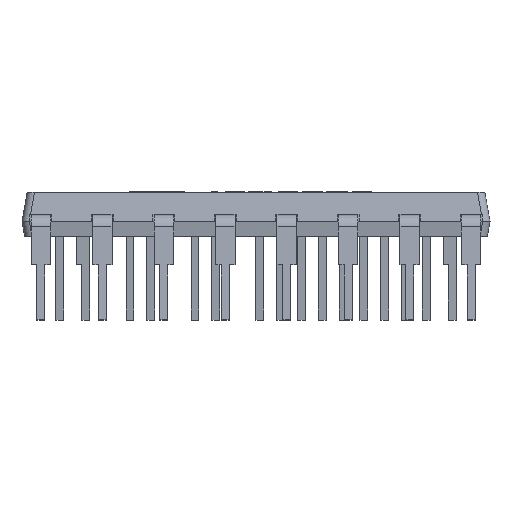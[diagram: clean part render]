
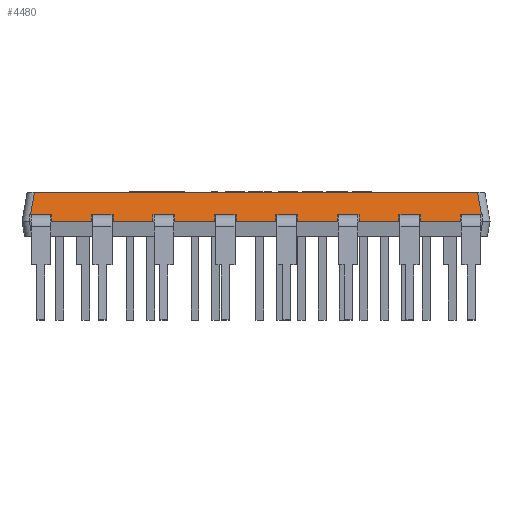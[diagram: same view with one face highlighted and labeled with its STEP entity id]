
A CAD part, front view. The second image highlights one B-rep face of the part: STEP entity #4480.
In plain terms, the highlighted planar face has unit normal (0, -0.985, 0.174).
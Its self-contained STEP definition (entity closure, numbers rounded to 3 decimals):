
#3676=CARTESIAN_POINT('',(17.439,-10.5,3.35));
#3677=VERTEX_POINT('',#3676);
#3685=CARTESIAN_POINT('',(-17.439,-10.5,3.35));
#3686=VERTEX_POINT('',#3685);
#3687=CARTESIAN_POINT('',(17.439,-10.5,3.35));
#3688=DIRECTION('',(-1.0,0.0,0.0));
#3689=VECTOR('',#3688,34.877);
#3690=LINE('',#3687,#3689);
#3691=EDGE_CURVE('',#3677,#3686,#3690,.T.);
#4257=CARTESIAN_POINT('',(-17.042,-10.103,5.6));
#4258=VERTEX_POINT('',#4257);
#4266=CARTESIAN_POINT('',(17.042,-10.103,5.6));
#4267=VERTEX_POINT('',#4266);
#4268=CARTESIAN_POINT('',(17.042,-10.103,5.6));
#4269=DIRECTION('',(-1.0,0.0,0.0));
#4270=VECTOR('',#4269,34.084);
#4271=LINE('',#4268,#4270);
#4272=EDGE_CURVE('',#4267,#4258,#4271,.T.);
#4448=CARTESIAN_POINT('',(-17.439,-10.5,3.35));
#4449=DIRECTION('',(0.171,0.171,0.97));
#4450=VECTOR('',#4449,2.319);
#4451=LINE('',#4448,#4450);
#4452=EDGE_CURVE('',#3686,#4258,#4451,.T.);
#4464=CARTESIAN_POINT('',(18.,-10.103,5.6));
#4465=DIRECTION('',(0.,-0.985,0.174));
#4466=DIRECTION('',(0.,0.174,0.985));
#4467=AXIS2_PLACEMENT_3D('',#4464,#4465,#4466);
#4468=PLANE('',#4467);
#4469=ORIENTED_EDGE('',*,*,#4452,.F.);
#4470=ORIENTED_EDGE('',*,*,#3691,.F.);
#4471=CARTESIAN_POINT('',(17.042,-10.103,5.6));
#4472=DIRECTION('',(0.171,-0.171,-0.97));
#4473=VECTOR('',#4472,2.319);
#4474=LINE('',#4471,#4473);
#4475=EDGE_CURVE('',#4267,#3677,#4474,.T.);
#4476=ORIENTED_EDGE('',*,*,#4475,.F.);
#4477=ORIENTED_EDGE('',*,*,#4272,.T.);
#4478=EDGE_LOOP('',(#4469,#4470,#4476,#4477));
#4479=FACE_OUTER_BOUND('',#4478,.T.);
#4480=ADVANCED_FACE('',(#4479),#4468,.T.);
